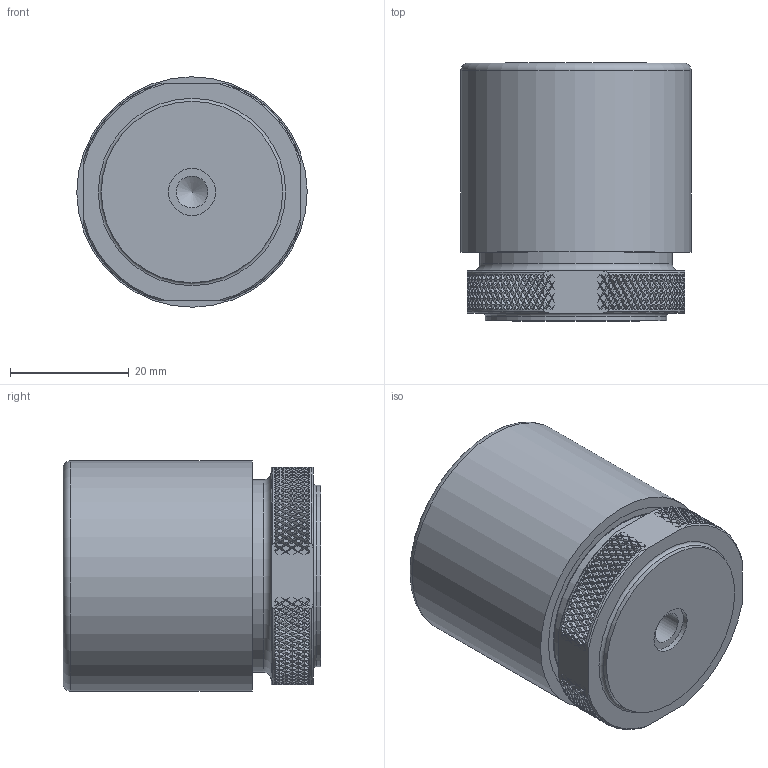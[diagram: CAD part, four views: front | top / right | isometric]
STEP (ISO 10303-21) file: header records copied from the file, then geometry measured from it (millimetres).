
FILE_DESCRIPTION(/* description */ (''),/* implementation_level */ '2;1');
FILE_NAME(/* name */ 'MASTER_WIRELESS_SENSOR.stp',/* time_stamp */ '2024-09-26T17:03:41-04:00',/* author */ ('cthayer'),/* organization */ ('CONNECTION TECHNOLOGY CENTER'),/* preprocessor_version */ 'ST-DEVELOPER v20',/* originating_system */ 'Autodesk Inventor 2025',/* authorisation */ '');
FILE_SCHEMA (('AUTOMOTIVE_DESIGN { 1 0 10303 214 3 1 1 }'));
Length unit declared in the file: inch
Products named in the file (1): WS100
Bounding box: 38.73 x 43.33 x 38.73 mm (x, y, z)
Volume: 26999.1 mm3; surface area: 16534 mm2
Topology: 2 solids, 2 shells, 2564 faces, 5623 edges, 3090 vertices
Faces by surface type: bspline 1824, plane 362, cylinder 358, cone 11, torus 9
Full cylindrical faces by diameter (mm): 5.359 x1, 7.874 x1, 29.21 x1, 30.48 x1, 31.75 x1, 32.385 x1, 32.639 x1, 34.925 x1, 35.56 x1, 38.735 x1
Entity records: 96353 total; most frequent: CARTESIAN_POINT 53476, ORIENTED_EDGE 11242, EDGE_CURVE 5621, B_SPLINE_CURVE_WITH_KNOTS 4700, VERTEX_POINT 3088, DIRECTION 2719, EDGE_LOOP 2591, STYLED_ITEM 2567
